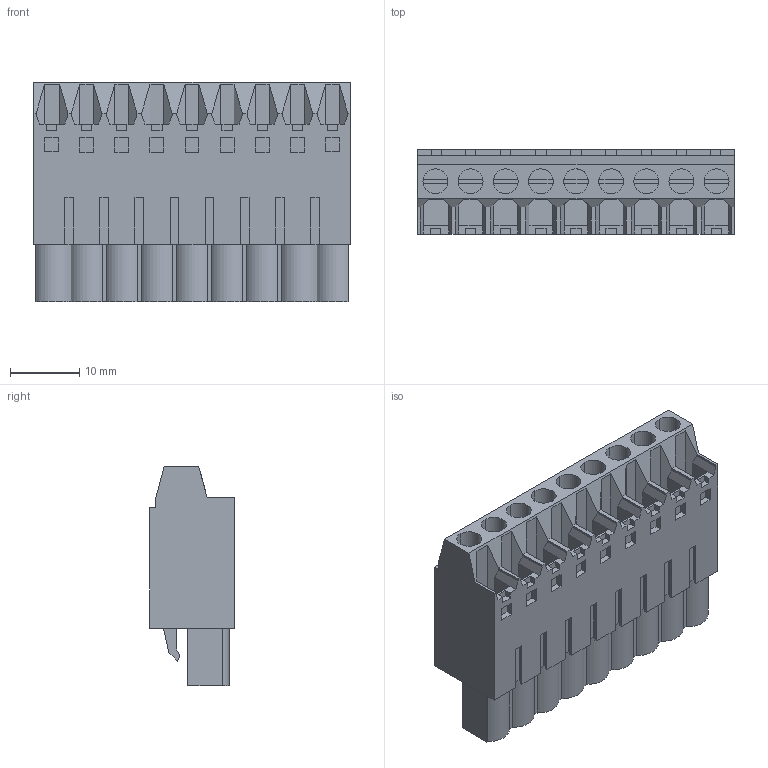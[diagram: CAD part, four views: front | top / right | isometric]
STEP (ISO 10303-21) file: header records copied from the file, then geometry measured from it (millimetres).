
FILE_DESCRIPTION(('CATIA V5 STEP Exchange','CAx-IF Rec.Pracs.--- Model Styling and Organization---1.2---2011-12-15'),'2;1');
FILE_NAME ('D1452481_0_1500210000_1500210000.stp','2017-06-21T12:35:55+00:00',('none'),('Weidmueller'),'CATIA Version 5-6 Release 2014','CATIA V5 STEP AP214','none');
FILE_SCHEMA(('AUTOMOTIVE_DESIGN { 1 0 10303 214 1 1 1 1 }'));
Length unit declared in the file: millimetre
Products named in the file (1): 1500210000
Bounding box: 45.72 x 12.2 x 31.8 mm (x, y, z)
Volume: 11662 mm3; surface area: 7344.4 mm2
Topology: 10 solids, 10 shells, 679 faces, 1891 edges, 1271 vertices
Faces by surface type: plane 616, cylinder 63
Entity records: 20284 total; most frequent: ORIENTED_EDGE 3782, CARTESIAN_POINT 3722, DIRECTION 2775, EDGE_CURVE 1891, VECTOR 1729, LINE 1729, VERTEX_POINT 1271, EDGE_LOOP 718
